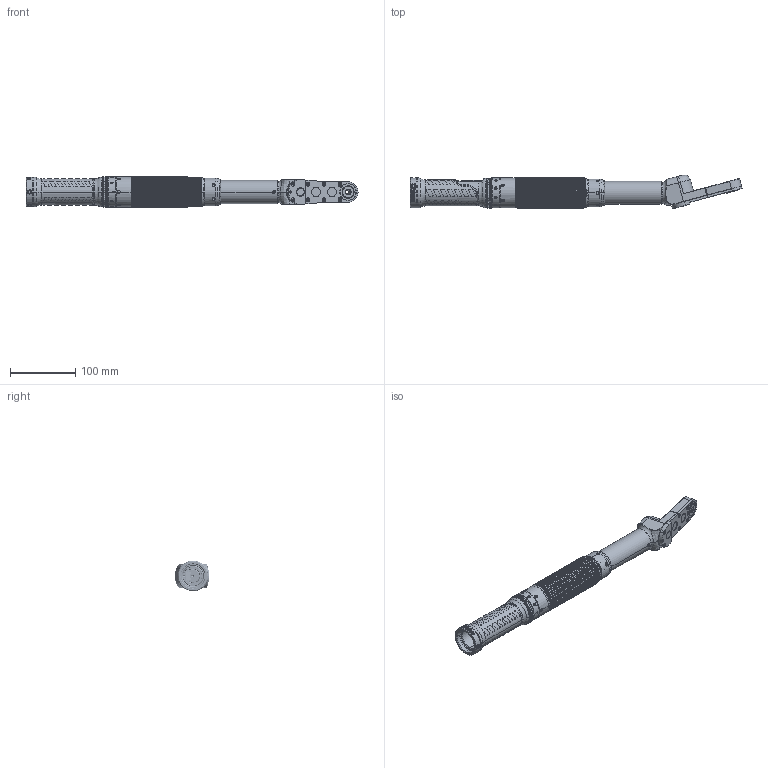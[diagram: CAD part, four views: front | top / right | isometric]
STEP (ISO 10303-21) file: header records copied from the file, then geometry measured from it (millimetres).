
FILE_DESCRIPTION((''),'2;1');
FILE_NAME('48ECE30C1_SOLID_ASM','2012-08-02T',('A3M34'),(''),'PRO/ENGINEER BY PARAMETRIC TECHNOLOGY CORPORATION, 2010140','PRO/ENGINEER BY PARAMETRIC TECHNOLOGY CORPORATION, 2010140','');
FILE_SCHEMA(('CONFIG_CONTROL_DESIGN'));
Length unit declared in the file: inch
Products named in the file (41): 207322; 541017_NUT-HANDLE-COUPLING; 542845; PCB2004_LIGHT_RING_BOARD; 542819_RING_LIGHT_ASM_ASM; 542938; 207323; 207325; 207316; 931310; F900190; F900185_ASM; 207340; 916636_AF0; 207340_ASM; 207349; 207603PT; 207606PT; 202128; 864202; 202128_ASM; 864264; 842980; 202129; 847095; 869210; 869211; 202127; 207605PT; 843827; 847746; 869206; 869221; 864751; 202349; 863462; 833075; 843589; 301959PT_ASM; 541904 ...
Assembly tree (106 placements, depth 4):
  48ECE30C1_SOLID_ASM
    207322
    541017_NUT-HANDLE-COUPLING
    542819_RING_LIGHT_ASM_ASM
      542845
      PCB2004_LIGHT_RING_BOARD
    542938
    207323
    207325
    207316
    F900185_ASM
      931310
      F900190
    207340_ASM
      207340
      916636_AF0
    207349
    301959PT_ASM
      207603PT
      207606PT  x2
      202128_ASM  x2
        202128
        864202
      864264  x2
      842980  x56
      202129
      847095
      869210
      869211
      202127
      207605PT
      843827
      847746  x2
      869206
      869221
      864751
      202349
      863462  x8
      833075
      843589
    541904
Bounding box: 509.98 x 51.78 x 47.24 mm (x, y, z)
Volume: 314545.2 mm3; surface area: 259033.6 mm2
Topology: 102 solids, 133 shells, 4503 faces, 12123 edges, 7689 vertices
Faces by surface type: cylinder 1458, plane 1269, extrusion 518, bspline 488, cone 354, torus 282, sphere 134
Entity records: 170732 total; most frequent: CARTESIAN_POINT 73335, ORIENTED_EDGE 21486, DIRECTION 18012, EDGE_CURVE 10871, VERTEX_POINT 7005, AXIS2_PLACEMENT_3D 6675, VECTOR 4662, EDGE_LOOP 4284
